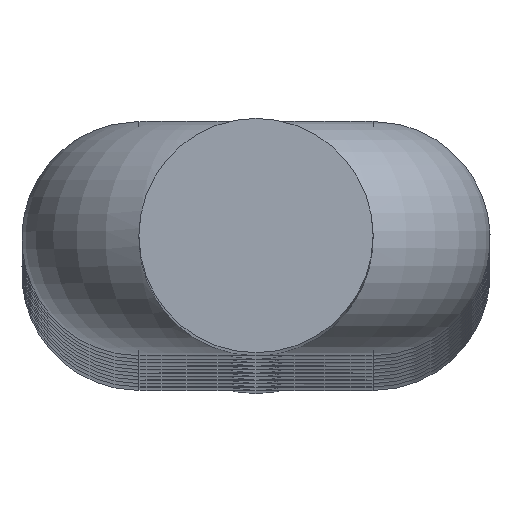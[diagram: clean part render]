
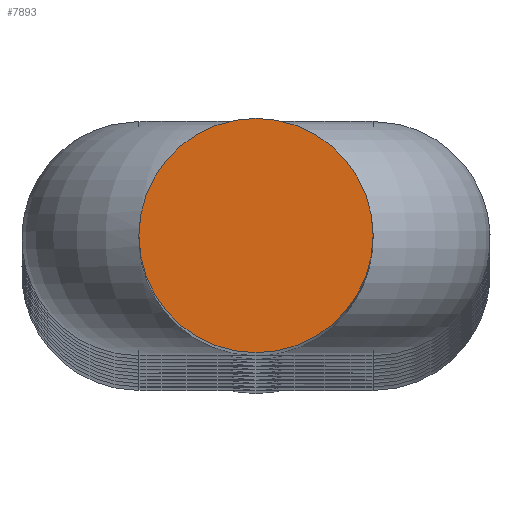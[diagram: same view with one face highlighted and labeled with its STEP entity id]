
A CAD part, top view. The second image highlights one B-rep face of the part: STEP entity #7893.
In plain terms, the highlighted planar face has unit normal (0, 0, 1).
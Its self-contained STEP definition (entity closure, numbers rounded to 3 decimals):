
#1111 = ORIENTED_EDGE ( 'NONE', *, *, #1965, .T. ) ;
#1965 = EDGE_CURVE ( 'NONE', #3841, #3841, #6529, .T. ) ;
#2549 = AXIS2_PLACEMENT_3D ( 'NONE', #8098, #7970, #7107 ) ;
#2856 = EDGE_LOOP ( 'NONE', ( #1111 ) ) ;
#3841 = VERTEX_POINT ( 'NONE', #7404 ) ;
#3849 = DIRECTION ( 'NONE',  ( 1., 0., 0. ) ) ;
#6529 = CIRCLE ( 'NONE', #2549, 10. ) ;
#7107 = DIRECTION ( 'NONE',  ( 1., 0., 0. ) ) ;
#7404 = CARTESIAN_POINT ( 'NONE',  ( 10., 0., 1000. ) ) ;
#7893 = ADVANCED_FACE ( 'NONE', ( #12390 ), #10638, .T. ) ;
#7970 = DIRECTION ( 'NONE',  ( 0., 0., 1. ) ) ;
#8098 = CARTESIAN_POINT ( 'NONE',  ( 0., 0., 1000. ) ) ;
#10638 = PLANE ( 'NONE',  #10929 ) ;
#10677 = CARTESIAN_POINT ( 'NONE',  ( 0., 0., 1000. ) ) ;
#10929 = AXIS2_PLACEMENT_3D ( 'NONE', #10677, #12666, #3849 ) ;
#12390 = FACE_OUTER_BOUND ( 'NONE', #2856, .T. ) ;
#12666 = DIRECTION ( 'NONE',  ( 0., 0., 1. ) ) ;
